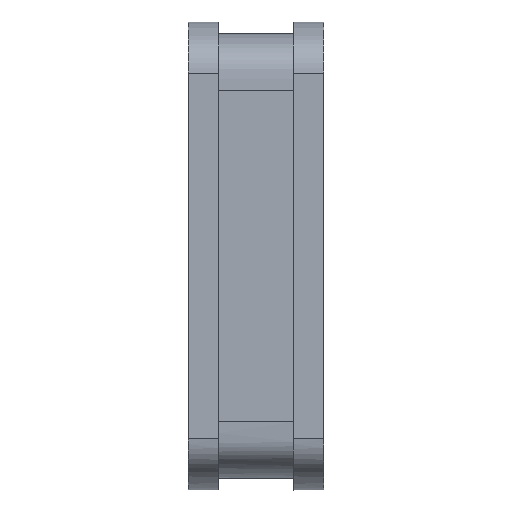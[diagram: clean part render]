
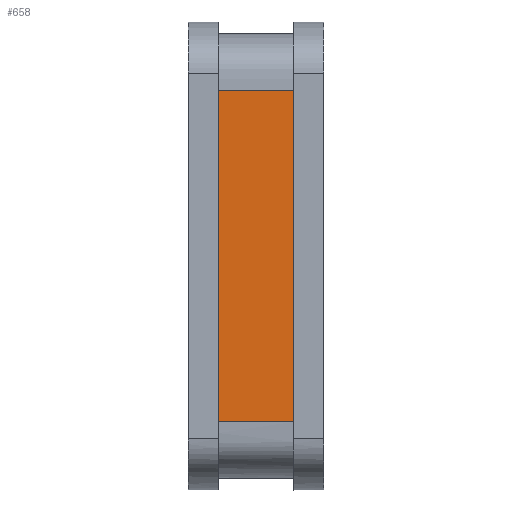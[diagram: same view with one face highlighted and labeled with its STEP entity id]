
A CAD part, front view. The second image highlights one B-rep face of the part: STEP entity #658.
In plain terms, the highlighted planar face has unit normal (0, -1, 0).
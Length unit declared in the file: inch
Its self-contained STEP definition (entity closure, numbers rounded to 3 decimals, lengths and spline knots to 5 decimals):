
#38=PLANE('',#770);
#84=FACE_OUTER_BOUND('',#120,.T.);
#120=EDGE_LOOP('',(#557,#558,#559,#560));
#156=LINE('',#1533,#192);
#157=LINE('',#1536,#193);
#158=LINE('',#1538,#194);
#159=LINE('',#1539,#195);
#192=VECTOR('',#975,0.3937);
#193=VECTOR('',#978,0.3937);
#194=VECTOR('',#979,0.3937);
#195=VECTOR('',#980,0.3937);
#307=VERTEX_POINT('',#1471);
#308=VERTEX_POINT('',#1502);
#309=VERTEX_POINT('',#1535);
#310=VERTEX_POINT('',#1537);
#400=EDGE_CURVE('',#307,#308,#156,.T.);
#401=EDGE_CURVE('',#309,#307,#157,.T.);
#402=EDGE_CURVE('',#310,#308,#158,.T.);
#403=EDGE_CURVE('',#309,#310,#159,.T.);
#557=ORIENTED_EDGE('',*,*,#401,.T.);
#558=ORIENTED_EDGE('',*,*,#400,.T.);
#559=ORIENTED_EDGE('',*,*,#402,.F.);
#560=ORIENTED_EDGE('',*,*,#403,.F.);
#658=ADVANCED_FACE('',(#84),#38,.T.);
#770=AXIS2_PLACEMENT_3D('',#1534,#976,#977);
#975=DIRECTION('',(1.,0.,0.));
#976=DIRECTION('center_axis',(0.,-1.,0.));
#977=DIRECTION('ref_axis',(0.,0.,-1.));
#978=DIRECTION('',(0.,0.,-1.));
#979=DIRECTION('',(0.,0.,-1.));
#980=DIRECTION('',(1.,0.,0.));
#1471=CARTESIAN_POINT('',(0.,-0.30247,-0.35472));
#1502=CARTESIAN_POINT('',(0.125,-0.30247,-0.35472));
#1533=CARTESIAN_POINT('',(0.,-0.30247,-0.35472));
#1534=CARTESIAN_POINT('Origin',(0.,-0.30247,0.19472));
#1535=CARTESIAN_POINT('',(0.,-0.30247,0.19472));
#1536=CARTESIAN_POINT('',(0.,-0.30247,0.19472));
#1537=CARTESIAN_POINT('',(0.125,-0.30247,0.19472));
#1538=CARTESIAN_POINT('',(0.125,-0.30247,0.19472));
#1539=CARTESIAN_POINT('',(0.,-0.30247,0.19472));
